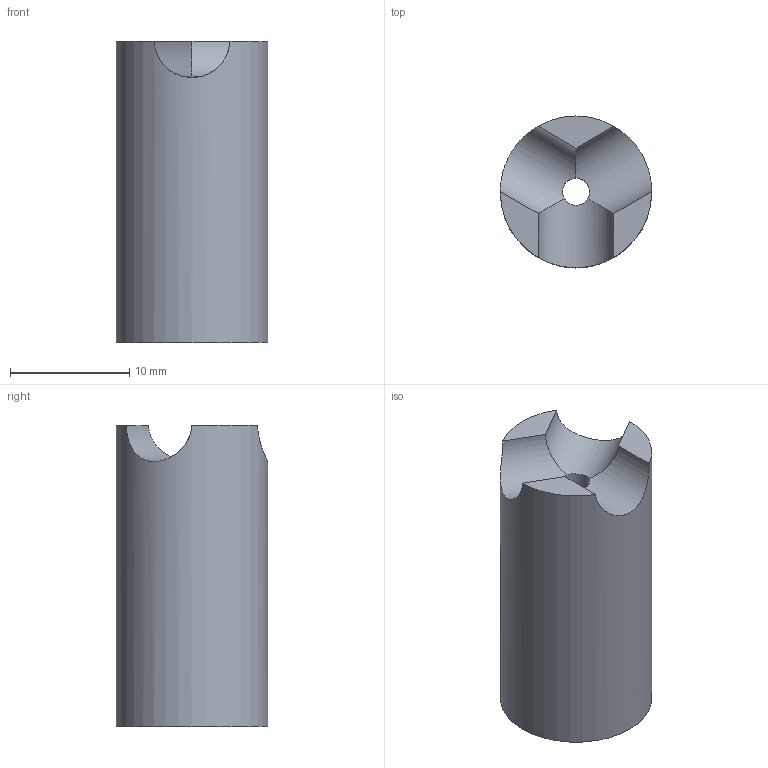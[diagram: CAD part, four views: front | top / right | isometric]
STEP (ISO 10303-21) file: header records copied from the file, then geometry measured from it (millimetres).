
FILE_DESCRIPTION(/* description */ (''),/* implementation_level */ '2;1');
FILE_NAME(/* name */ 'centerHolderBottom_v11.step',/* time_stamp */ '2023-03-04T11:19:25-05:00',/* author */ (''),/* organization */ (''),/* preprocessor_version */ 'ST-DEVELOPER v19.2',/* originating_system */ 'Autodesk Translation Framework v11.17.0.187',/* authorisation */ '');
FILE_SCHEMA (('AUTOMOTIVE_DESIGN { 1 0 10303 214 3 1 1 }'));
Length unit declared in the file: inch
Products named in the file (1): centerHolderBottom
Bounding box: 12.7 x 12.7 x 25.27 mm (x, y, z)
Volume: 2554.2 mm3; surface area: 1577.9 mm2
Topology: 1 solids, 1 shells, 11 faces, 30 edges, 21 vertices
Faces by surface type: cylinder 6, plane 5
Full cylindrical faces by diameter (mm): 2.271 x1, 5.118 x1, 12.7 x1
Entity records: 474 total; most frequent: CARTESIAN_POINT 159, ORIENTED_EDGE 60, DIRECTION 55, EDGE_CURVE 30, AXIS2_PLACEMENT_3D 23, VERTEX_POINT 21, EDGE_LOOP 13, FACE_OUTER_BOUND 11
